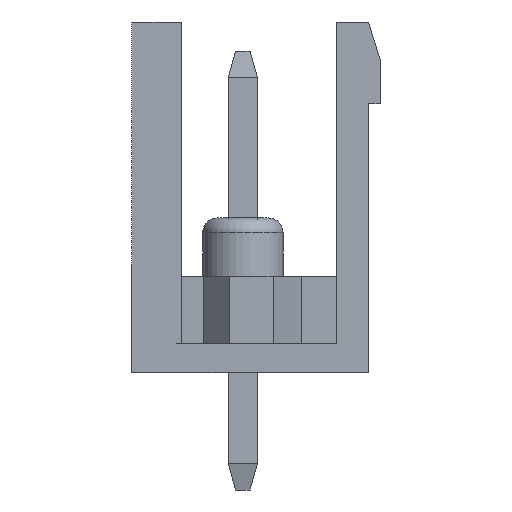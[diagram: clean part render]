
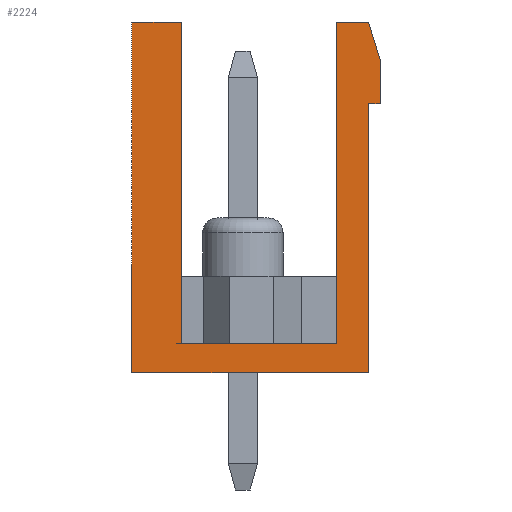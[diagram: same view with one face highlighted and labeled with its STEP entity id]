
A CAD part, left-side view. The second image highlights one B-rep face of the part: STEP entity #2224.
In plain terms, the highlighted planar face has unit normal (-1, 0, 0).
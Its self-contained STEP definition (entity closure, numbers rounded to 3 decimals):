
#2224 = ADVANCED_FACE( '', ( #4553 ), #4554, .F. );
#4553 = FACE_OUTER_BOUND( '', #7023, .T. );
#4554 = PLANE( '', #7024 );
#7023 = EDGE_LOOP( '', ( #13197, #13198, #13199, #13200, #13201, #13202, #13203, #13204, #13205, #13206, #13207 ) );
#7024 = AXIS2_PLACEMENT_3D( '', #13208, #13209, #13210 );
#13197 = ORIENTED_EDGE( '', *, *, #17916, .T. );
#13198 = ORIENTED_EDGE( '', *, *, #17917, .F. );
#13199 = ORIENTED_EDGE( '', *, *, #15750, .F. );
#13200 = ORIENTED_EDGE( '', *, *, #15878, .F. );
#13201 = ORIENTED_EDGE( '', *, *, #17262, .T. );
#13202 = ORIENTED_EDGE( '', *, *, #17317, .F. );
#13203 = ORIENTED_EDGE( '', *, *, #17524, .F. );
#13204 = ORIENTED_EDGE( '', *, *, #17918, .F. );
#13205 = ORIENTED_EDGE( '', *, *, #16668, .T. );
#13206 = ORIENTED_EDGE( '', *, *, #17761, .T. );
#13207 = ORIENTED_EDGE( '', *, *, #16875, .F. );
#13208 = CARTESIAN_POINT( '', ( -58.42, 0., 0. ) );
#13209 = DIRECTION( '', ( 1., 0., 0. ) );
#13210 = DIRECTION( '', ( 0., 0., -1. ) );
#15750 = EDGE_CURVE( '', #19180, #19182, #19183, .T. );
#15878 = EDGE_CURVE( '', #19399, #19180, #19401, .T. );
#16668 = EDGE_CURVE( '', #20663, #20664, #20665, .T. );
#16875 = EDGE_CURVE( '', #20973, #20974, #20975, .T. );
#17262 = EDGE_CURVE( '', #19399, #21533, #21535, .T. );
#17317 = EDGE_CURVE( '', #21607, #21533, #21608, .T. );
#17524 = EDGE_CURVE( '', #21888, #21607, #21889, .T. );
#17761 = EDGE_CURVE( '', #20664, #20974, #22200, .T. );
#17916 = EDGE_CURVE( '', #20973, #22393, #22394, .T. );
#17917 = EDGE_CURVE( '', #19182, #22393, #22395, .T. );
#17918 = EDGE_CURVE( '', #20663, #21888, #22396, .T. );
#19180 = VERTEX_POINT( '', #24096 );
#19182 = VERTEX_POINT( '', #24099 );
#19183 = LINE( '', #24100, #24101 );
#19399 = VERTEX_POINT( '', #24417 );
#19401 = LINE( '', #24420, #24421 );
#20663 = VERTEX_POINT( '', #26250 );
#20664 = VERTEX_POINT( '', #26251 );
#20665 = LINE( '', #26252, #26253 );
#20973 = VERTEX_POINT( '', #26709 );
#20974 = VERTEX_POINT( '', #26710 );
#20975 = LINE( '', #26711, #26712 );
#21533 = VERTEX_POINT( '', #27546 );
#21535 = LINE( '', #27549, #27550 );
#21607 = VERTEX_POINT( '', #27658 );
#21608 = LINE( '', #27659, #27660 );
#21888 = VERTEX_POINT( '', #28066 );
#21889 = LINE( '', #28067, #28068 );
#22200 = LINE( '', #28534, #28535 );
#22393 = VERTEX_POINT( '', #28816 );
#22394 = LINE( '', #28817, #28818 );
#22395 = LINE( '', #28819, #28820 );
#22396 = LINE( '', #28821, #28822 );
#24096 = CARTESIAN_POINT( '', ( -58.42, -2.95, -5. ) );
#24099 = CARTESIAN_POINT( '', ( -58.42, -2.95, 6. ) );
#24100 = CARTESIAN_POINT( '', ( -58.42, -2.95, -5. ) );
#24101 = VECTOR( '', #29841, 1000. );
#24417 = CARTESIAN_POINT( '', ( -58.42, 2.35, -5. ) );
#24420 = CARTESIAN_POINT( '', ( -58.42, 2.35, -5. ) );
#24421 = VECTOR( '', #29952, 1000. );
#26250 = CARTESIAN_POINT( '', ( -58.42, -4.05, -6. ) );
#26251 = CARTESIAN_POINT( '', ( -58.42, -4.05, 3.2 ) );
#26252 = CARTESIAN_POINT( '', ( -58.42, -4.05, -6. ) );
#26253 = VECTOR( '', #30682, 1000. );
#26709 = CARTESIAN_POINT( '', ( -58.42, -4.45, 4.7 ) );
#26710 = CARTESIAN_POINT( '', ( -58.42, -4.45, 3.2 ) );
#26711 = CARTESIAN_POINT( '', ( -58.42, -4.45, 6. ) );
#26712 = VECTOR( '', #30858, 1000. );
#27546 = CARTESIAN_POINT( '', ( -58.42, 2.35, 6. ) );
#27549 = CARTESIAN_POINT( '', ( -58.42, 2.35, -5. ) );
#27550 = VECTOR( '', #31187, 1000. );
#27658 = CARTESIAN_POINT( '', ( -58.42, 4.05, 6. ) );
#27659 = CARTESIAN_POINT( '', ( -58.42, 4.05, 6. ) );
#27660 = VECTOR( '', #31224, 1000. );
#28066 = CARTESIAN_POINT( '', ( -58.42, 4.05, -6. ) );
#28067 = CARTESIAN_POINT( '', ( -58.42, 4.05, -6. ) );
#28068 = VECTOR( '', #31417, 1000. );
#28534 = CARTESIAN_POINT( '', ( -58.42, -4.05, 3.2 ) );
#28535 = VECTOR( '', #31606, 1000. );
#28816 = CARTESIAN_POINT( '', ( -58.42, -4.05, 6. ) );
#28817 = CARTESIAN_POINT( '', ( -58.42, -4.45, 4.7 ) );
#28818 = VECTOR( '', #31722, 1000. );
#28819 = CARTESIAN_POINT( '', ( -58.42, 4.05, 6. ) );
#28820 = VECTOR( '', #31723, 1000. );
#28821 = CARTESIAN_POINT( '', ( -58.42, -4.45, -6. ) );
#28822 = VECTOR( '', #31724, 1000. );
#29841 = DIRECTION( '', ( 0., 0., 1. ) );
#29952 = DIRECTION( '', ( 0., -1., 0. ) );
#30682 = DIRECTION( '', ( 0., 0., 1. ) );
#30858 = DIRECTION( '', ( 0., 0., -1. ) );
#31187 = DIRECTION( '', ( 0., 0., 1. ) );
#31224 = DIRECTION( '', ( 0., -1., 0. ) );
#31417 = DIRECTION( '', ( 0., 0., 1. ) );
#31606 = DIRECTION( '', ( 0., -1., 0. ) );
#31722 = DIRECTION( '', ( 0., 0.294, 0.956 ) );
#31723 = DIRECTION( '', ( 0., -1., 0. ) );
#31724 = DIRECTION( '', ( 0., 1., 0. ) );
